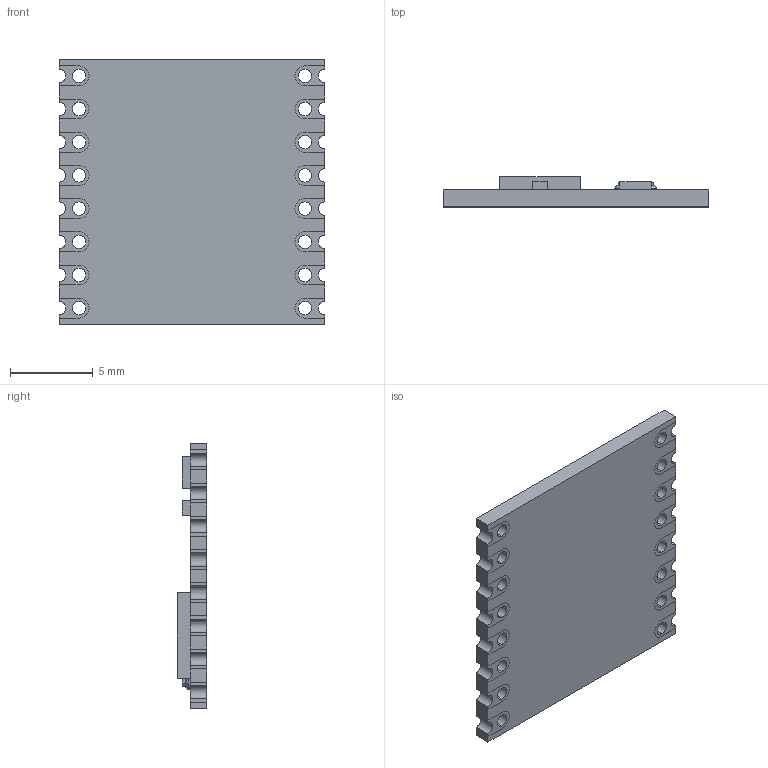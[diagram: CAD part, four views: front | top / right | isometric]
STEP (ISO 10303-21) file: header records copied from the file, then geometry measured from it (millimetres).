
FILE_DESCRIPTION(('FreeCAD Model'),'2;1');
FILE_NAME('RFM95W-915S2--3DModel-STEP-56544.STEP', '2020-06-06T11:44:11',('Author'),(''), 'Open CASCADE STEP processor 7.3','FreeCAD','Unknown');
FILE_SCHEMA(('AUTOMOTIVE_DESIGN { 1 0 10303 214 1 1 1 1 }'));
Length unit declared in the file: millimetre
Products named in the file (23): RFM95W-915S024; RFM95W-915S2; RFM95W-915S003; RFM95W-915S004; RFM95W-915S005; RFM95W-915S006; RFM95W-915S007; RFM95W-915S008; RFM95W-915S009; RFM95W-915S010; RFM95W-915S011; RFM95W-915S012; RFM95W-915S013; RFM95W-915S014; RFM95W-915S015; RFM95W-915S016; RFM95W-915S017; RFM95W-915S018; RFM95W-915S019; RFM95W-915S020; RFM95W-915S021; RFM95W-915S022; RFM95W-915S023
Assembly tree (22 placements, depth 2):
  RFM95W-915S024
    RFM95W-915S2
    RFM95W-915S003
    RFM95W-915S004
    RFM95W-915S005
    RFM95W-915S006
    RFM95W-915S007
    RFM95W-915S008
    RFM95W-915S009
    RFM95W-915S010
    RFM95W-915S011
    RFM95W-915S012
    RFM95W-915S013
    RFM95W-915S014
    RFM95W-915S015
    RFM95W-915S016
    RFM95W-915S017
    RFM95W-915S018
    RFM95W-915S019
    RFM95W-915S020
    RFM95W-915S021
    RFM95W-915S022
    RFM95W-915S023
Bounding box: 16 x 1.8 x 16 mm (x, y, z)
Volume: 269.2 mm3; surface area: 841.2 mm2
Topology: 22 solids, 22 shells, 286 faces, 710 edges, 468 vertices
Faces by surface type: plane 184, cylinder 98, revolution 3, torus 1
Entity records: 18580 total; most frequent: CARTESIAN_POINT 3312, DIRECTION 2877, LINE 1754, VECTOR 1754, ORIENTED_EDGE 1420, PCURVE 1420, DEFINITIONAL_REPRESENTATION 1420, EDGE_CURVE 710
